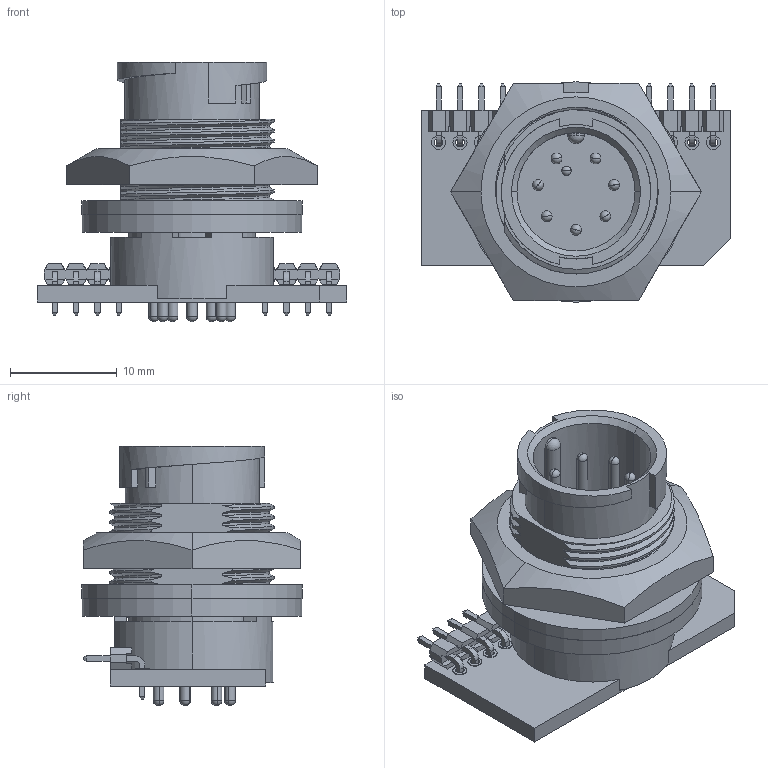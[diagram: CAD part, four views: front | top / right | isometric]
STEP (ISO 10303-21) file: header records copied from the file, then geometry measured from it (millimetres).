
FILE_DESCRIPTION (( 'STEP AP203' ), '1' );
FILE_NAME ('7251-7PG-300.STEP', '2017-09-08T14:13:40', ( '' ), ( '' ), 'SwSTEP 2.0', 'SolidWorks 2017', '' );
FILE_SCHEMA (( 'CONFIG_CONTROL_DESIGN' ));
Products named in the file (1): 7251-7PG-300
Bounding box: 28.96 x 20.62 x 24.26 mm (x, y, z)
Volume: 3886 mm3; surface area: 4751.2 mm2
Topology: 2 solids, 2 shells, 650 faces, 1676 edges, 1081 vertices
Faces by surface type: plane 383, cylinder 194, bspline 32, torus 28, cone 7, sphere 6
Entity records: 31524 total; most frequent: CARTESIAN_POINT 15616, ORIENTED_EDGE 3350, DIRECTION 3196, EDGE_CURVE 1675, VECTOR 1100, LINE 1100, VERTEX_POINT 1081, AXIS2_PLACEMENT_3D 1048
